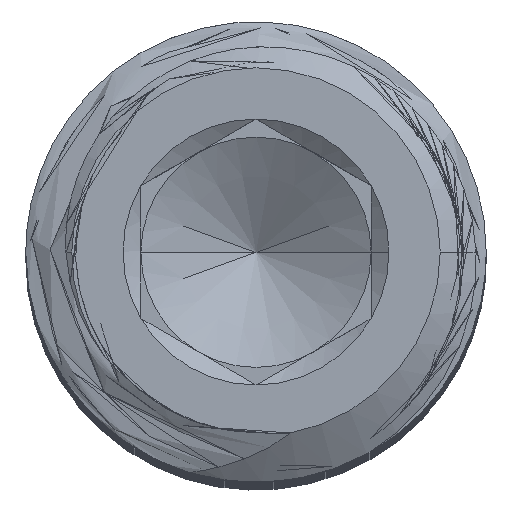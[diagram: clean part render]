
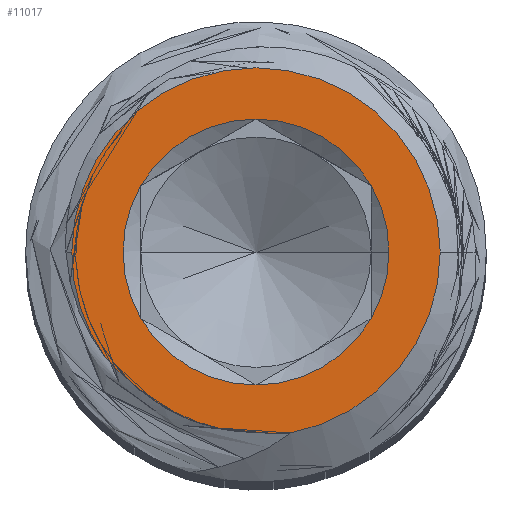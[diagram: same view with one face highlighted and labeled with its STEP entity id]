
A CAD part, top view. The second image highlights one B-rep face of the part: STEP entity #11017.
In plain terms, the highlighted planar face has unit normal (0, 0, 1).
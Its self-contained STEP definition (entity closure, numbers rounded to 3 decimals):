
#243 = AXIS2_PLACEMENT_3D ( 'NONE', #11745, #11743, #11742 ) ;
#250 = AXIS2_PLACEMENT_3D ( 'NONE', #5641, #5419, #5418 ) ;
#282 = EDGE_CURVE ( 'NONE', #6425, #6380, #8699, .T. ) ;
#399 = EDGE_CURVE ( 'NONE', #6516, #6503, #6644, .T. ) ;
#414 = AXIS2_PLACEMENT_3D ( 'NONE', #2520, #2214, #2213 ) ;
#453 = EDGE_CURVE ( 'NONE', #6455, #6501, #9089, .T. ) ;
#521 = EDGE_CURVE ( 'NONE', #6516, #6517, #10984, .T. ) ;
#538 = EDGE_CURVE ( 'NONE', #6502, #6501, #6637, .T. ) ;
#555 = EDGE_CURVE ( 'NONE', #6506, #6507, #10965, .T. ) ;
#574 = EDGE_CURVE ( 'NONE', #6503, #6502, #6633, .T. ) ;
#583 = EDGE_CURVE ( 'NONE', #6507, #6425, #10944, .T. ) ;
#595 = EDGE_CURVE ( 'NONE', #6517, #6455, #10940, .T. ) ;
#597 = EDGE_CURVE ( 'NONE', #6508, #6504, #10937, .T. ) ;
#654 = EDGE_CURVE ( 'NONE', #6504, #6505, #5749, .T. ) ;
#661 = EDGE_CURVE ( 'NONE', #6505, #6506, #11327, .T. ) ;
#668 = EDGE_CURVE ( 'NONE', #6380, #6508, #11320, .T. ) ;
#707 = CARTESIAN_POINT ( 'NONE',  ( 0.866, 0., 15. ) ) ;
#750 = CARTESIAN_POINT ( 'NONE',  ( 0.75, 0.433, 15. ) ) ;
#817 = CARTESIAN_POINT ( 'NONE',  ( 1.2, 0., 15. ) ) ;
#854 = DIRECTION ( 'NONE',  ( 1., 0., 0. ) ) ;
#855 = DIRECTION ( 'NONE',  ( 0., 0., 1. ) ) ;
#857 = CARTESIAN_POINT ( 'NONE',  ( 0., 0., 15. ) ) ;
#904 = DIRECTION ( 'NONE',  ( 1., 0., 0. ) ) ;
#905 = DIRECTION ( 'NONE',  ( 0., 0., 1. ) ) ;
#911 = CARTESIAN_POINT ( 'NONE',  ( 0., 0., 15. ) ) ;
#940 = DIRECTION ( 'NONE',  ( 1., 0., 0. ) ) ;
#941 = DIRECTION ( 'NONE',  ( 0., 0., 1. ) ) ;
#965 = CARTESIAN_POINT ( 'NONE',  ( 0., 0., 15. ) ) ;
#1178 = CARTESIAN_POINT ( 'NONE',  ( -1.2, 0., 15. ) ) ;
#1179 = CARTESIAN_POINT ( 'NONE',  ( -0.982, -0.689, 15. ) ) ;
#1191 = CARTESIAN_POINT ( 'NONE',  ( 0., 0.866, 15. ) ) ;
#1192 = CARTESIAN_POINT ( 'NONE',  ( 0.75, -0.433, 15. ) ) ;
#1193 = CARTESIAN_POINT ( 'NONE',  ( 0., -0.866, 15. ) ) ;
#1194 = CARTESIAN_POINT ( 'NONE',  ( -0.75, -0.433, 15. ) ) ;
#1195 = CARTESIAN_POINT ( 'NONE',  ( -0.75, 0.433, 15. ) ) ;
#1196 = CARTESIAN_POINT ( 'NONE',  ( -0.823, -0.839, 15. ) ) ;
#1198 = CARTESIAN_POINT ( 'NONE',  ( 0., -1.175, 15. ) ) ;
#1202 = CARTESIAN_POINT ( 'NONE',  ( 0.225, -1.179, 15. ) ) ;
#1807 = ORIENTED_EDGE ( 'NONE', *, *, #668, .F. ) ;
#1808 = ORIENTED_EDGE ( 'NONE', *, *, #282, .F. ) ;
#1809 = ORIENTED_EDGE ( 'NONE', *, *, #583, .F. ) ;
#1810 = ORIENTED_EDGE ( 'NONE', *, *, #555, .F. ) ;
#1811 = ORIENTED_EDGE ( 'NONE', *, *, #661, .F. ) ;
#1812 = ORIENTED_EDGE ( 'NONE', *, *, #654, .F. ) ;
#1813 = ORIENTED_EDGE ( 'NONE', *, *, #597, .F. ) ;
#1814 = ORIENTED_EDGE ( 'NONE', *, *, #574, .T. ) ;
#1815 = ORIENTED_EDGE ( 'NONE', *, *, #538, .T. ) ;
#1816 = ORIENTED_EDGE ( 'NONE', *, *, #453, .F. ) ;
#1817 = ORIENTED_EDGE ( 'NONE', *, *, #595, .F. ) ;
#1818 = ORIENTED_EDGE ( 'NONE', *, *, #521, .F. ) ;
#1819 = ORIENTED_EDGE ( 'NONE', *, *, #399, .T. ) ;
#2099 = CARTESIAN_POINT ( 'NONE',  ( 0.225, -1.179, 15. ) ) ;
#2100 = CARTESIAN_POINT ( 'NONE',  ( 0.151, -1.184, 15. ) ) ;
#2101 = CARTESIAN_POINT ( 'NONE',  ( 0.076, -1.183, 15. ) ) ;
#2108 = CARTESIAN_POINT ( 'NONE',  ( 0., -1.175, 15. ) ) ;
#2157 = AXIS2_PLACEMENT_3D ( 'NONE', #6266, #6253, #6252 ) ;
#2158 = AXIS2_PLACEMENT_3D ( 'NONE', #7266, #7264, #7263 ) ;
#2164 = AXIS2_PLACEMENT_3D ( 'NONE', #2753, #2751, #2750 ) ;
#2165 = AXIS2_PLACEMENT_3D ( 'NONE', #2762, #2747, #2746 ) ;
#2210 = AXIS2_PLACEMENT_3D ( 'NONE', #965, #941, #940 ) ;
#2213 = DIRECTION ( 'NONE',  ( -1., 0., 0. ) ) ;
#2214 = DIRECTION ( 'NONE',  ( 0., 0., -1. ) ) ;
#2218 = AXIS2_PLACEMENT_3D ( 'NONE', #911, #905, #904 ) ;
#2223 = AXIS2_PLACEMENT_3D ( 'NONE', #857, #855, #854 ) ;
#2234 = AXIS2_PLACEMENT_3D ( 'NONE', #8397, #8402, #8403 ) ;
#2520 = CARTESIAN_POINT ( 'NONE',  ( 0., 0., 15. ) ) ;
#2746 = DIRECTION ( 'NONE',  ( 1., 0., 0. ) ) ;
#2747 = DIRECTION ( 'NONE',  ( 0., 0., 1. ) ) ;
#2750 = DIRECTION ( 'NONE',  ( -1., 0., 0. ) ) ;
#2751 = DIRECTION ( 'NONE',  ( 0., 0., -1. ) ) ;
#2753 = CARTESIAN_POINT ( 'NONE',  ( 0., 0., 15. ) ) ;
#2762 = CARTESIAN_POINT ( 'NONE',  ( 0., 0., 15. ) ) ;
#5418 = DIRECTION ( 'NONE',  ( 1., 0., 0. ) ) ;
#5419 = DIRECTION ( 'NONE',  ( 0., 0., 1. ) ) ;
#5641 = CARTESIAN_POINT ( 'NONE',  ( 0., 0., 15. ) ) ;
#5749 = CIRCLE ( 'NONE', #2210, 0.866 ) ;
#6104 = CARTESIAN_POINT ( 'NONE',  ( 0., -1.175, 15. ) ) ;
#6105 = CARTESIAN_POINT ( 'NONE',  ( -0.153, -1.175, 15. ) ) ;
#6107 = CARTESIAN_POINT ( 'NONE',  ( -0.304, -1.145, 15. ) ) ;
#6108 = CARTESIAN_POINT ( 'NONE',  ( -0.585, -1.03, 15. ) ) ;
#6110 = CARTESIAN_POINT ( 'NONE',  ( -0.714, -0.946, 15. ) ) ;
#6128 = CARTESIAN_POINT ( 'NONE',  ( -0.823, -0.839, 15. ) ) ;
#6252 = DIRECTION ( 'NONE',  ( 1., 0., 0. ) ) ;
#6253 = DIRECTION ( 'NONE',  ( 0., 0., 1. ) ) ;
#6266 = CARTESIAN_POINT ( 'NONE',  ( 0., 0., 15. ) ) ;
#6380 = VERTEX_POINT ( 'NONE', #750 ) ;
#6425 = VERTEX_POINT ( 'NONE', #707 ) ;
#6455 = VERTEX_POINT ( 'NONE', #817 ) ;
#6501 = VERTEX_POINT ( 'NONE', #1202 ) ;
#6502 = VERTEX_POINT ( 'NONE', #1198 ) ;
#6503 = VERTEX_POINT ( 'NONE', #1196 ) ;
#6504 = VERTEX_POINT ( 'NONE', #1195 ) ;
#6505 = VERTEX_POINT ( 'NONE', #1194 ) ;
#6506 = VERTEX_POINT ( 'NONE', #1193 ) ;
#6507 = VERTEX_POINT ( 'NONE', #1192 ) ;
#6508 = VERTEX_POINT ( 'NONE', #1191 ) ;
#6516 = VERTEX_POINT ( 'NONE', #1179 ) ;
#6517 = VERTEX_POINT ( 'NONE', #1178 ) ;
#6633 = B_SPLINE_CURVE_WITH_KNOTS ( 'NONE', 3,
 ( #6128, #6110, #6108, #6107, #6105, #6104 ),
 .UNSPECIFIED., .F., .F.,
 ( 4, 2, 4 ),
 ( 0., 0., 0.001 ),
 .UNSPECIFIED. ) ;
#6637 = B_SPLINE_CURVE_WITH_KNOTS ( 'NONE', 3,
 ( #2108, #2101, #2100, #2099 ),
 .UNSPECIFIED., .F., .F.,
 ( 4, 4 ),
 ( 0., 0. ),
 .UNSPECIFIED. ) ;
#6644 = B_SPLINE_CURVE_WITH_KNOTS ( 'NONE', 3,
 ( #7432, #7304, #7303, #7291 ),
 .UNSPECIFIED., .F., .F.,
 ( 4, 4 ),
 ( 0., 0.001 ),
 .UNSPECIFIED. ) ;
#7263 = DIRECTION ( 'NONE',  ( 1., 0., 0. ) ) ;
#7264 = DIRECTION ( 'NONE',  ( 0., 0., 1. ) ) ;
#7266 = CARTESIAN_POINT ( 'NONE',  ( 0., 0., 15. ) ) ;
#7291 = CARTESIAN_POINT ( 'NONE',  ( -0.823, -0.839, 15. ) ) ;
#7303 = CARTESIAN_POINT ( 'NONE',  ( -0.881, -0.794, 15. ) ) ;
#7304 = CARTESIAN_POINT ( 'NONE',  ( -0.934, -0.744, 15. ) ) ;
#7432 = CARTESIAN_POINT ( 'NONE',  ( -0.982, -0.689, 15. ) ) ;
#7474 = EDGE_LOOP ( 'NONE', ( #1807, #1808, #1809, #1810, #1811, #1812, #1813 ) ) ;
#7748 = EDGE_LOOP ( 'NONE', ( #1814, #1815, #1816, #1817, #1818, #1819 ) ) ;
#8397 = CARTESIAN_POINT ( 'NONE',  ( 0., 0., 15. ) ) ;
#8398 = PLANE ( 'NONE',  #2234 ) ;
#8402 = DIRECTION ( 'NONE',  ( 0., 0., 1. ) ) ;
#8403 = DIRECTION ( 'NONE',  ( 1., 0., 0. ) ) ;
#8699 = CIRCLE ( 'NONE', #250, 0.866 ) ;
#9089 = CIRCLE ( 'NONE', #243, 1.2 ) ;
#10937 = CIRCLE ( 'NONE', #2165, 0.866 ) ;
#10940 = CIRCLE ( 'NONE', #2164, 1.2 ) ;
#10944 = CIRCLE ( 'NONE', #2158, 0.866 ) ;
#10965 = CIRCLE ( 'NONE', #2157, 0.866 ) ;
#10984 = CIRCLE ( 'NONE', #414, 1.2 ) ;
#11017 = ADVANCED_FACE ( 'NONE', ( #11363, #11370 ), #8398, .T. ) ;
#11320 = CIRCLE ( 'NONE', #2223, 0.866 ) ;
#11327 = CIRCLE ( 'NONE', #2218, 0.866 ) ;
#11363 = FACE_BOUND ( 'NONE', #7474, .T. ) ;
#11370 = FACE_OUTER_BOUND ( 'NONE', #7748, .T. ) ;
#11742 = DIRECTION ( 'NONE',  ( -1., 0., 0. ) ) ;
#11743 = DIRECTION ( 'NONE',  ( 0., 0., -1. ) ) ;
#11745 = CARTESIAN_POINT ( 'NONE',  ( 0., 0., 15. ) ) ;
